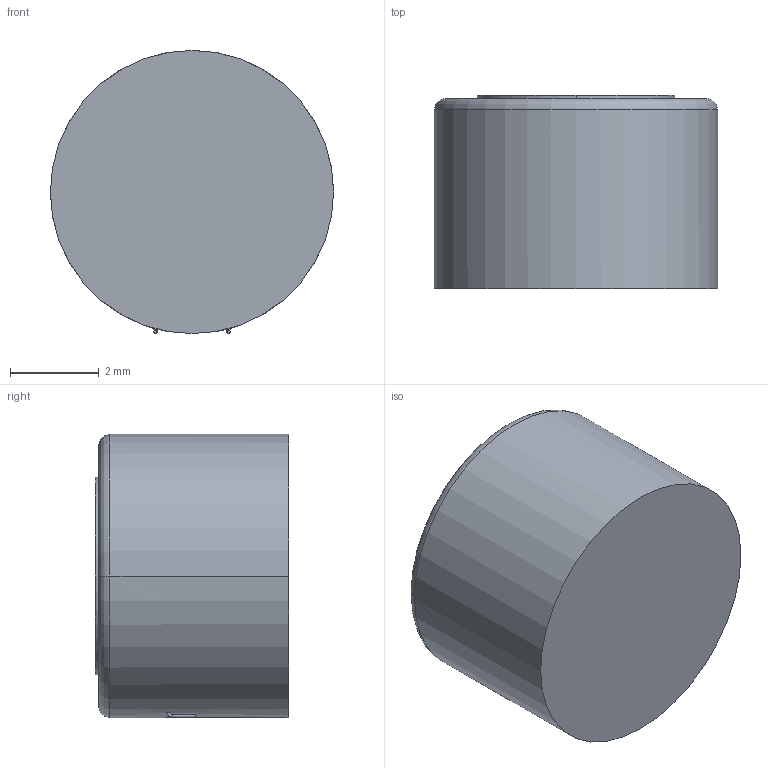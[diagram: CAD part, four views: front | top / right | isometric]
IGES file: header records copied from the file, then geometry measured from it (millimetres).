
Start section:  PTC IGES file: sr-32453-000.igs
Global section: file name: sr-32453-000.igs; native system: Creo Parametric by Parametric Technology Corporation; preprocessor: 2012480; author: JaLiu; organization: Unknown; date: 20150106.165059; units: inch
Bounding box: 6.4 x 4.37 x 6.4 mm (x, y, z)
Surface area: 149.8 mm2 (no closed solid volume)
Topology: 0 solids, 0 shells, 19 faces, 80 edges, 80 vertices
Faces by surface type: revolution 14, bspline 5
